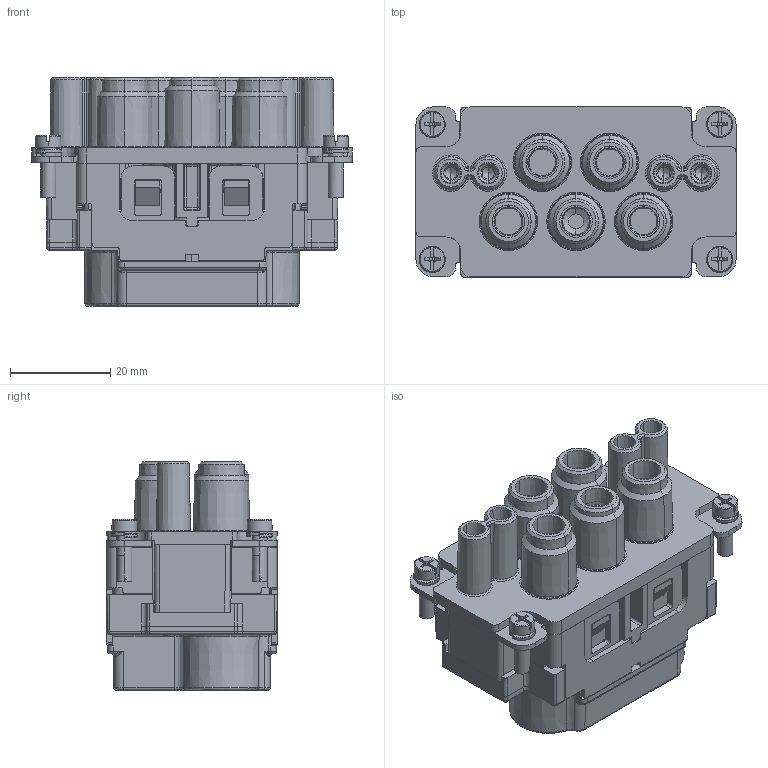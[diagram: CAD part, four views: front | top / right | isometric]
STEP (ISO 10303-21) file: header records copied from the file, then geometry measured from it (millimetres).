
FILE_DESCRIPTION((''),'2;1');
FILE_NAME('HK-004_4-F','2020-05-07T',('lj.zou'),(''),'PRO/ENGINEER BY PARAMETRIC TECHNOLOGY CORPORATION, 2012480','PRO/ENGINEER BY PARAMETRIC TECHNOLOGY CORPORATION, 2012480','');
FILE_SCHEMA(('CONFIG_CONTROL_DESIGN'));
Products named in the file (1): HK-004_4-F
Bounding box: 64 x 34 x 45.67 mm (x, y, z)
Volume: 43131.3 mm3; surface area: 37023.8 mm2
Topology: 1 solids, 13 shells, 2393 faces, 6986 edges, 4532 vertices
Faces by surface type: plane 1088, cylinder 566, cone 377, bspline 170, torus 134, sphere 58
Entity records: 108909 total; most frequent: CARTESIAN_POINT 26878, ORIENTED_EDGE 13792, DIRECTION 11804, PRESENTATION_STYLE_ASSIGNMENT 6909, STYLED_ITEM 6909, CURVE_STYLE 6904, EDGE_CURVE 6904, VERTEX_POINT 4532
